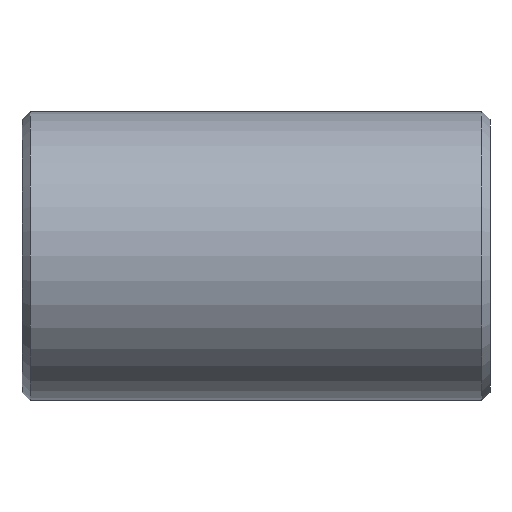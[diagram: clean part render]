
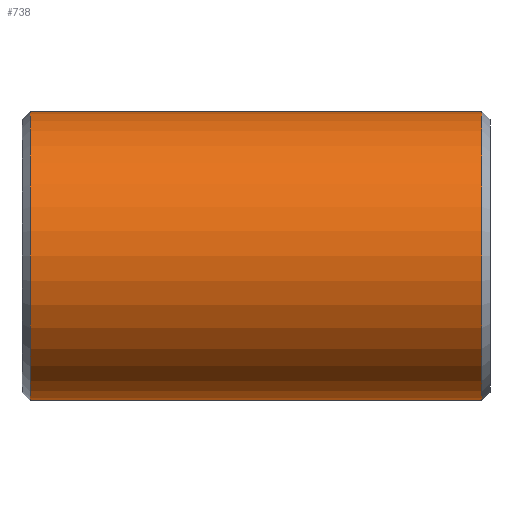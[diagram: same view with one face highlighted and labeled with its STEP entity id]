
A CAD part, front view. The second image highlights one B-rep face of the part: STEP entity #738.
In plain terms, the highlighted cylindrical face has radius 109.537 mm (diameter 219.075 mm), a partial arc.
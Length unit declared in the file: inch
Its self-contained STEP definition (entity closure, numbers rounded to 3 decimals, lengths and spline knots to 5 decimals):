
#5 = LINE ( 'NONE', #379, #210 ) ;
#41 = CARTESIAN_POINT ( 'NONE',  ( -6.76033, 0., -4.3125 ) ) ;
#52 = CYLINDRICAL_SURFACE ( 'NONE', #729, 4.3125 ) ;
#66 = CARTESIAN_POINT ( 'NONE',  ( 7., 0., 4.3125 ) ) ;
#101 = EDGE_CURVE ( 'NONE', #298, #552, #5, .T. ) ;
#109 = VERTEX_POINT ( 'NONE', #742 ) ;
#113 = EDGE_CURVE ( 'NONE', #172, #109, #558, .T. ) ;
#119 = DIRECTION ( 'NONE',  ( -1., 0., 0. ) ) ;
#172 = VERTEX_POINT ( 'NONE', #439 ) ;
#173 = CARTESIAN_POINT ( 'NONE',  ( 7., 0., 0. ) ) ;
#182 = CIRCLE ( 'NONE', #753, 4.3125 ) ;
#208 = DIRECTION ( 'NONE',  ( -1., 0., 0. ) ) ;
#210 = VECTOR ( 'NONE', #428, 39.37008 ) ;
#279 = VECTOR ( 'NONE', #119, 39.37008 ) ;
#293 = ORIENTED_EDGE ( 'NONE', *, *, #657, .T. ) ;
#298 = VERTEX_POINT ( 'NONE', #450 ) ;
#311 = AXIS2_PLACEMENT_3D ( 'NONE', #597, #208, #471 ) ;
#330 = ORIENTED_EDGE ( 'NONE', *, *, #113, .T. ) ;
#379 = CARTESIAN_POINT ( 'NONE',  ( 7., 0., -4.3125 ) ) ;
#428 = DIRECTION ( 'NONE',  ( -1., 0., 0. ) ) ;
#439 = CARTESIAN_POINT ( 'NONE',  ( 6.76033, 0., 4.3125 ) ) ;
#450 = CARTESIAN_POINT ( 'NONE',  ( 6.76033, 0., -4.3125 ) ) ;
#471 = DIRECTION ( 'NONE',  ( 0., 0., -1. ) ) ;
#491 = EDGE_CURVE ( 'NONE', #298, #172, #523, .T. ) ;
#493 = DIRECTION ( 'NONE',  ( -1., 0., 0. ) ) ;
#519 = EDGE_LOOP ( 'NONE', ( #637, #599, #330, #293 ) ) ;
#523 = CIRCLE ( 'NONE', #311, 4.3125 ) ;
#552 = VERTEX_POINT ( 'NONE', #41 ) ;
#553 = CARTESIAN_POINT ( 'NONE',  ( -6.76033, 0., 0. ) ) ;
#558 = LINE ( 'NONE', #66, #279 ) ;
#597 = CARTESIAN_POINT ( 'NONE',  ( 6.76033, 0., 0. ) ) ;
#599 = ORIENTED_EDGE ( 'NONE', *, *, #491, .T. ) ;
#601 = DIRECTION ( 'NONE',  ( 1., 0., 0. ) ) ;
#637 = ORIENTED_EDGE ( 'NONE', *, *, #101, .F. ) ;
#657 = EDGE_CURVE ( 'NONE', #109, #552, #182, .T. ) ;
#727 = DIRECTION ( 'NONE',  ( 0., 0., 1. ) ) ;
#729 = AXIS2_PLACEMENT_3D ( 'NONE', #173, #493, #733 ) ;
#733 = DIRECTION ( 'NONE',  ( 0., 0., 1. ) ) ;
#738 = ADVANCED_FACE ( 'NONE', ( #795 ), #52, .T. ) ;
#742 = CARTESIAN_POINT ( 'NONE',  ( -6.76033, 0., 4.3125 ) ) ;
#753 = AXIS2_PLACEMENT_3D ( 'NONE', #553, #601, #727 ) ;
#795 = FACE_OUTER_BOUND ( 'NONE', #519, .T. ) ;
